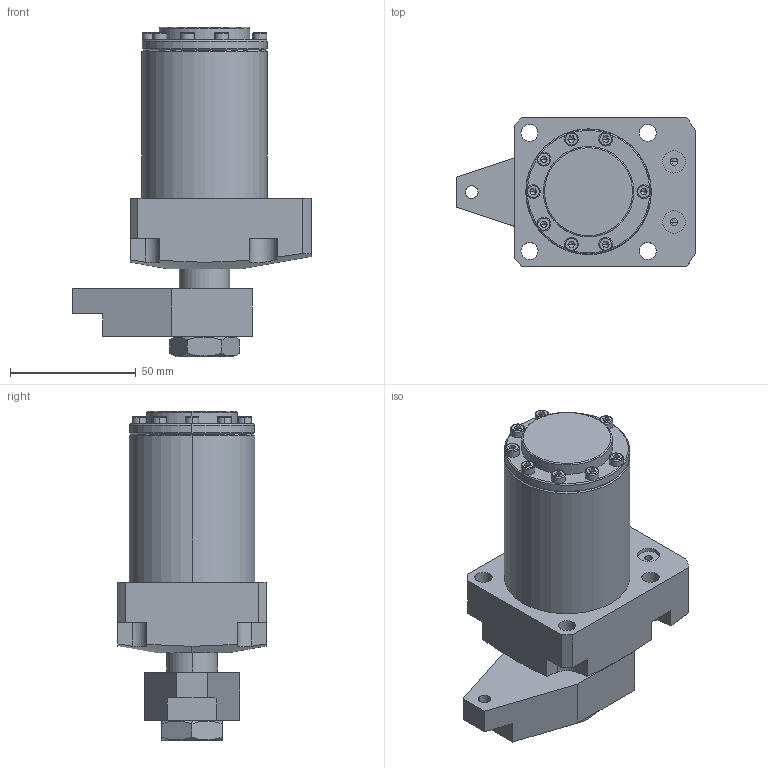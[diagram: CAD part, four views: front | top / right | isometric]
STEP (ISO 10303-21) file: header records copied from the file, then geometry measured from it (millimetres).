
FILE_DESCRIPTION (( 'STEP AP203' ), '1' );
FILE_NAME ('CPF-35U L(R)-90G.STEP', '2019-11-13T03:05:49', ( '' ), ( '' ), 'SwSTEP 2.0', 'SolidWorks 2015', '' );
FILE_SCHEMA (( 'CONFIG_CONTROL_DESIGN' ));
Length unit declared in the file: millimetre
Products named in the file (5): hexagon socket head cap screws gb_GB_FASTENER_SCREWS_HSHCS M3X12-S_1; hex thin nuts grades ab gb_GB_FASTENER_NUT_STNABTT M16X1.5-N_1; CPF-35U L(R)-90G; benti; CPF-35USL-90G-揤旋_1
Assembly tree (11 placements, depth 2):
  CPF-35U L(R)-90G
    benti
    CPF-35USL-90G-揤旋_1
    hexagon socket head cap screws gb_GB_FASTENER_SCREWS_HSHCS M3X12-S_1  x8
    hex thin nuts grades ab gb_GB_FASTENER_NUT_STNABTT M16X1.5-N_1
Bounding box: 95 x 59 x 131 mm (x, y, z)
Volume: 277717.8 mm3; surface area: 43191.1 mm2
Topology: 11 solids, 11 shells, 2129 faces, 4978 edges, 2887 vertices
Faces by surface type: cone 1242, cylinder 686, plane 178, torus 20, bspline 3
Entity records: 14580 total; most frequent: CARTESIAN_POINT 4126, DIRECTION 2204, ORIENTED_EDGE 1972, EDGE_CURVE 986, AXIS2_PLACEMENT_3D 886, VERTEX_POINT 598, CIRCLE 461, EDGE_LOOP 450
